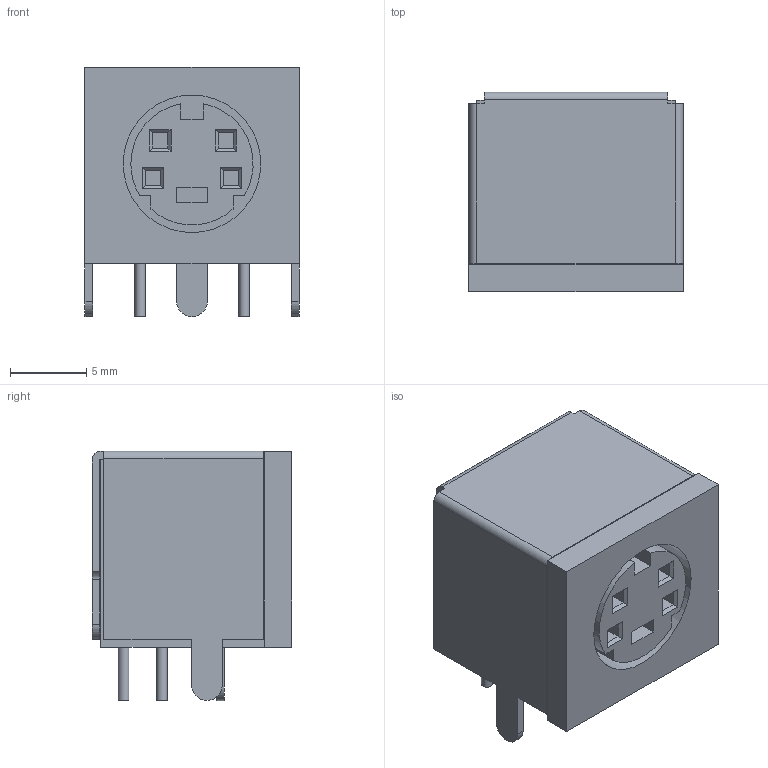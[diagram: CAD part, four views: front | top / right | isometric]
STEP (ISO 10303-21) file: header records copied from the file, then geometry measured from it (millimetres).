
FILE_DESCRIPTION(('HOOPS Exchange Step'),'2;1');
FILE_NAME('export-B000C945-E7B9-4C95-B7BF-3707DF21963A.stp','2025-02-06T09:48:00+01:00',('runds'),('Alibre'),'HOOPS Exchange 2024.5','Alibre','Unknown authorisation');
FILE_SCHEMA( ('AP242_MANAGED_MODEL_BASED_3D_ENGINEERING_MIM_LF {1 0 10303 442 1 1 4 }') );
Length unit declared in the file: millimetre
Products named in the file (1): Conn_Mini_DIN_round_4_canned
Bounding box: 14 x 13.05 x 16.31 mm (x, y, z)
Volume: 2201.4 mm3; surface area: 1792.3 mm2
Topology: 1 solids, 1 shells, 117 faces, 297 edges, 194 vertices
Faces by surface type: plane 98, cylinder 19
Full cylindrical faces by diameter (mm): 0.7 x4, 9 x1
Entity records: 3609 total; most frequent: CARTESIAN_POINT 610, ORIENTED_EDGE 594, DIRECTION 583, EDGE_CURVE 297, VECTOR 249, LINE 249, VERTEX_POINT 194, AXIS2_PLACEMENT_3D 167
